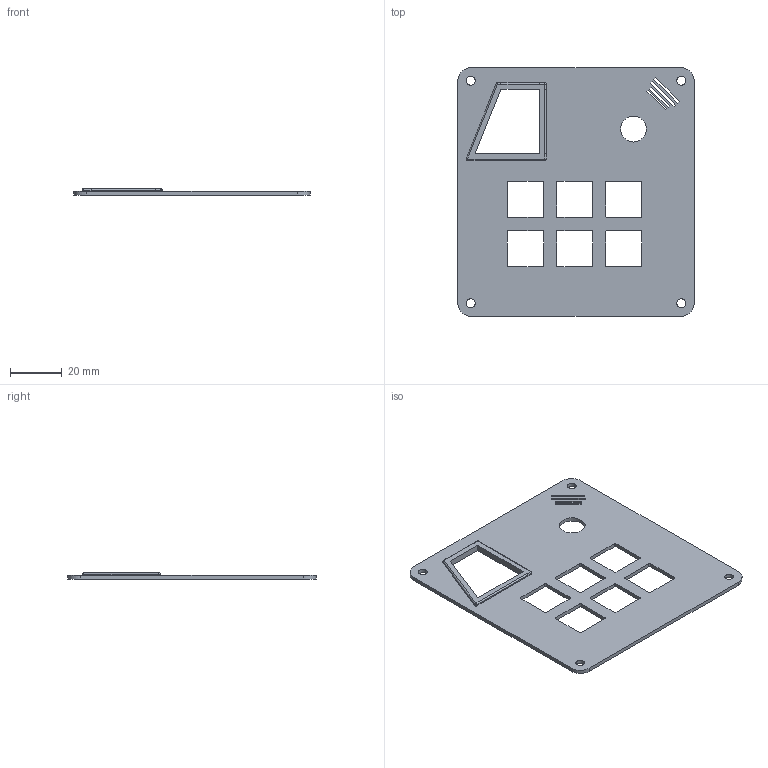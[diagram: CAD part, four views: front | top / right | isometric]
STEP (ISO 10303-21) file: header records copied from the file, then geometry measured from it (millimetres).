
FILE_DESCRIPTION(/* description */ (''),/* implementation_level */ '2;1');
FILE_NAME(/* name */ 'macropad_top.step',/* time_stamp */ '2025-12-28T16:20:28+02:00',/* author */ (''),/* organization */ (''),/* preprocessor_version */ 'ST-DEVELOPER v20.1',/* originating_system */ 'Autodesk Translation Framework v14.21.0.0',/* authorisation */ '');
FILE_SCHEMA (('AUTOMOTIVE_DESIGN { 1 0 10303 214 3 1 1 }'));
Length unit declared in the file: millimetre
Products named in the file (1): 2025-12-15-22-56-29-169
Bounding box: 91.5 x 96.2 x 2.5 mm (x, y, z)
Volume: 10675.1 mm3; surface area: 15524.1 mm2
Topology: 1 solids, 1 shells, 112 faces, 309 edges, 200 vertices
Faces by surface type: plane 61, cylinder 47, sphere 4
Full cylindrical faces by diameter (mm): 3.4 x4, 10 x1
Entity records: 3724 total; most frequent: CARTESIAN_POINT 652, DIRECTION 621, ORIENTED_EDGE 618, EDGE_CURVE 309, LINE 221, VECTOR 221, VERTEX_POINT 200, AXIS2_PLACEMENT_3D 200
